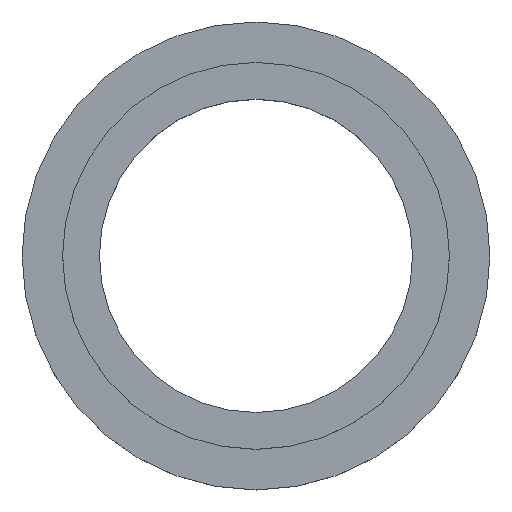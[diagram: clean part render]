
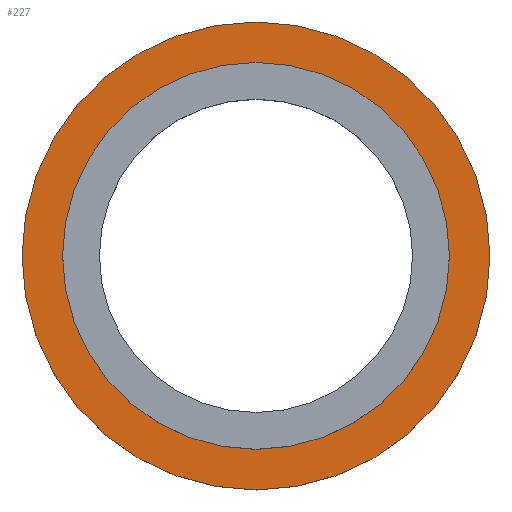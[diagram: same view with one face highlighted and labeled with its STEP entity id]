
A CAD part, top view. The second image highlights one B-rep face of the part: STEP entity #227.
In plain terms, the highlighted planar face has unit normal (0, 0, 1).
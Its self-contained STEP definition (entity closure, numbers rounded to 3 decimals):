
#14 = CARTESIAN_POINT ( 'NONE',  ( -25.4, 0., -5. ) ) ;
#20 = DIRECTION ( 'NONE',  ( 0., 0., -1. ) ) ;
#42 = DIRECTION ( 'NONE',  ( -1., 0., 0. ) ) ;
#48 = CARTESIAN_POINT ( 'NONE',  ( 20.5, 0., -5. ) ) ;
#53 = DIRECTION ( 'NONE',  ( 0., 0., -1. ) ) ;
#72 = VERTEX_POINT ( 'NONE', #14 ) ;
#75 = AXIS2_PLACEMENT_3D ( 'NONE', #117, #53, #42 ) ;
#78 = EDGE_LOOP ( 'NONE', ( #375, #246 ) ) ;
#96 = DIRECTION ( 'NONE',  ( 0., 0., -1. ) ) ;
#101 = FACE_BOUND ( 'NONE', #252, .T. ) ;
#113 = CARTESIAN_POINT ( 'NONE',  ( -20.5, 0., -5. ) ) ;
#117 = CARTESIAN_POINT ( 'NONE',  ( 20.5, 0., -5. ) ) ;
#141 = CARTESIAN_POINT ( 'NONE',  ( 25.4, 0., -5. ) ) ;
#147 = DIRECTION ( 'NONE',  ( -1., 0., 0. ) ) ;
#168 = ORIENTED_EDGE ( 'NONE', *, *, #331, .T. ) ;
#177 = AXIS2_PLACEMENT_3D ( 'NONE', #187, #393, #147 ) ;
#187 = CARTESIAN_POINT ( 'NONE',  ( 0., 0., -5. ) ) ;
#188 = VERTEX_POINT ( 'NONE', #141 ) ;
#190 = DIRECTION ( 'NONE',  ( 0., 0., -1. ) ) ;
#196 = AXIS2_PLACEMENT_3D ( 'NONE', #259, #20, #221 ) ;
#198 = PLANE ( 'NONE',  #75 ) ;
#201 = CIRCLE ( 'NONE', #270, 20.5 ) ;
#221 = DIRECTION ( 'NONE',  ( -1., 0., 0. ) ) ;
#227 = ADVANCED_FACE ( 'NONE', ( #281, #101 ), #198, .F. ) ;
#228 = CARTESIAN_POINT ( 'NONE',  ( 0., 0., -5. ) ) ;
#239 = ORIENTED_EDGE ( 'NONE', *, *, #310, .T. ) ;
#241 = EDGE_CURVE ( 'NONE', #72, #188, #342, .T. ) ;
#246 = ORIENTED_EDGE ( 'NONE', *, *, #322, .F. ) ;
#252 = EDGE_LOOP ( 'NONE', ( #239, #168 ) ) ;
#256 = CIRCLE ( 'NONE', #196, 20.5 ) ;
#259 = CARTESIAN_POINT ( 'NONE',  ( 0., 0., -5. ) ) ;
#264 = CIRCLE ( 'NONE', #177, 25.4 ) ;
#270 = AXIS2_PLACEMENT_3D ( 'NONE', #228, #190, #364 ) ;
#281 = FACE_OUTER_BOUND ( 'NONE', #78, .T. ) ;
#285 = AXIS2_PLACEMENT_3D ( 'NONE', #345, #96, #307 ) ;
#307 = DIRECTION ( 'NONE',  ( -1., 0., 0. ) ) ;
#310 = EDGE_CURVE ( 'NONE', #372, #344, #201, .T. ) ;
#322 = EDGE_CURVE ( 'NONE', #188, #72, #264, .T. ) ;
#331 = EDGE_CURVE ( 'NONE', #344, #372, #256, .T. ) ;
#342 = CIRCLE ( 'NONE', #285, 25.4 ) ;
#344 = VERTEX_POINT ( 'NONE', #48 ) ;
#345 = CARTESIAN_POINT ( 'NONE',  ( 0., 0., -5. ) ) ;
#364 = DIRECTION ( 'NONE',  ( -1., 0., 0. ) ) ;
#372 = VERTEX_POINT ( 'NONE', #113 ) ;
#375 = ORIENTED_EDGE ( 'NONE', *, *, #241, .F. ) ;
#393 = DIRECTION ( 'NONE',  ( 0., 0., -1. ) ) ;
